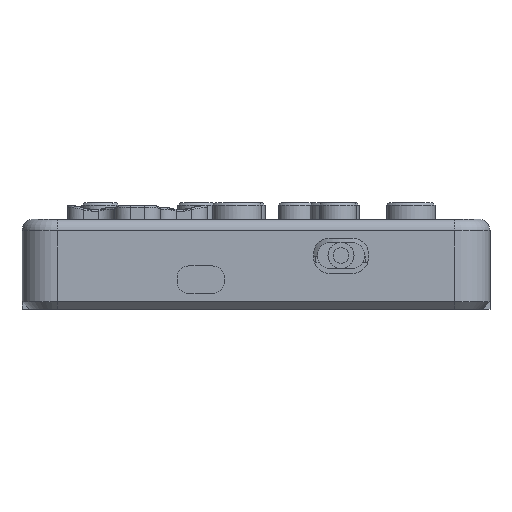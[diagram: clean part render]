
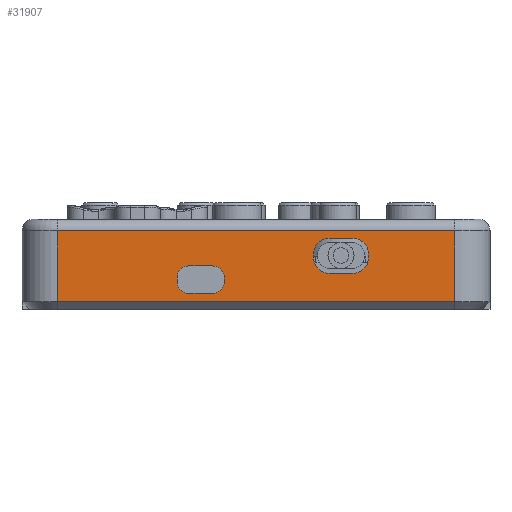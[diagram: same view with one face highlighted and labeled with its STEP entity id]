
A CAD part, front view. The second image highlights one B-rep face of the part: STEP entity #31907.
In plain terms, the highlighted planar face has unit normal (0, -1, 0).
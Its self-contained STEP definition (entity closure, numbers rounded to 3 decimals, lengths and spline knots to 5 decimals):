
#3731=LINE('',#58644,#6450);
#3732=LINE('',#58649,#6451);
#3733=LINE('',#58653,#6452);
#3734=LINE('',#58657,#6453);
#3735=LINE('',#58660,#6454);
#3736=LINE('',#58663,#6455);
#3737=LINE('',#58665,#6456);
#3738=LINE('',#58667,#6457);
#3739=LINE('',#58671,#6458);
#3740=LINE('',#58675,#6459);
#3741=LINE('',#58679,#6460);
#3742=LINE('',#58683,#6461);
#6450=VECTOR('',#43899,1.);
#6451=VECTOR('',#43902,1.);
#6452=VECTOR('',#43905,1.);
#6453=VECTOR('',#43908,1.);
#6454=VECTOR('',#43911,1.);
#6455=VECTOR('',#43912,1.);
#6456=VECTOR('',#43913,1.);
#6457=VECTOR('',#43914,1.);
#6458=VECTOR('',#43917,1.);
#6459=VECTOR('',#43920,1.);
#6460=VECTOR('',#43923,1.);
#6461=VECTOR('',#43926,1.);
#8161=PLANE('',#36919);
#15983=ORIENTED_EDGE('',*,*,#21216,.F.);
#15984=ORIENTED_EDGE('',*,*,#21217,.F.);
#15985=ORIENTED_EDGE('',*,*,#21218,.F.);
#15986=ORIENTED_EDGE('',*,*,#21219,.F.);
#15987=ORIENTED_EDGE('',*,*,#21220,.T.);
#15988=ORIENTED_EDGE('',*,*,#21221,.F.);
#15989=ORIENTED_EDGE('',*,*,#21222,.T.);
#15990=ORIENTED_EDGE('',*,*,#21223,.F.);
#15991=ORIENTED_EDGE('',*,*,#21224,.T.);
#15992=ORIENTED_EDGE('',*,*,#21225,.T.);
#15993=ORIENTED_EDGE('',*,*,#21226,.F.);
#15994=ORIENTED_EDGE('',*,*,#21227,.T.);
#15995=ORIENTED_EDGE('',*,*,#21228,.F.);
#15996=ORIENTED_EDGE('',*,*,#21229,.T.);
#15997=ORIENTED_EDGE('',*,*,#21230,.F.);
#15998=ORIENTED_EDGE('',*,*,#21231,.T.);
#15999=ORIENTED_EDGE('',*,*,#21232,.F.);
#16000=ORIENTED_EDGE('',*,*,#21233,.F.);
#16001=ORIENTED_EDGE('',*,*,#21234,.F.);
#16002=ORIENTED_EDGE('',*,*,#21235,.F.);
#21216=EDGE_CURVE('',#24481,#24482,#3731,.T.);
#21217=EDGE_CURVE('',#24483,#24481,#25768,.T.);
#21218=EDGE_CURVE('',#24484,#24483,#3732,.T.);
#21219=EDGE_CURVE('',#24485,#24484,#25769,.T.);
#21220=EDGE_CURVE('',#24485,#24486,#3733,.T.);
#21221=EDGE_CURVE('',#24487,#24486,#25770,.T.);
#21222=EDGE_CURVE('',#24487,#24488,#3734,.T.);
#21223=EDGE_CURVE('',#24482,#24488,#25771,.T.);
#21224=EDGE_CURVE('',#24489,#24490,#3735,.T.);
#21225=EDGE_CURVE('',#24490,#24491,#3736,.F.);
#21226=EDGE_CURVE('',#24492,#24491,#3737,.T.);
#21227=EDGE_CURVE('',#24492,#24489,#3738,.T.);
#21228=EDGE_CURVE('',#24493,#24494,#25772,.T.);
#21229=EDGE_CURVE('',#24493,#24495,#3739,.T.);
#21230=EDGE_CURVE('',#24496,#24495,#25773,.T.);
#21231=EDGE_CURVE('',#24496,#24497,#3740,.T.);
#21232=EDGE_CURVE('',#24498,#24497,#25774,.T.);
#21233=EDGE_CURVE('',#24499,#24498,#3741,.T.);
#21234=EDGE_CURVE('',#24500,#24499,#25775,.T.);
#21235=EDGE_CURVE('',#24494,#24500,#3742,.T.);
#24481=VERTEX_POINT('',#58645);
#24482=VERTEX_POINT('',#58646);
#24483=VERTEX_POINT('',#58648);
#24484=VERTEX_POINT('',#58650);
#24485=VERTEX_POINT('',#58652);
#24486=VERTEX_POINT('',#58654);
#24487=VERTEX_POINT('',#58656);
#24488=VERTEX_POINT('',#58658);
#24489=VERTEX_POINT('',#58661);
#24490=VERTEX_POINT('',#58662);
#24491=VERTEX_POINT('',#58664);
#24492=VERTEX_POINT('',#58666);
#24493=VERTEX_POINT('',#58669);
#24494=VERTEX_POINT('',#58670);
#24495=VERTEX_POINT('',#58672);
#24496=VERTEX_POINT('',#58674);
#24497=VERTEX_POINT('',#58676);
#24498=VERTEX_POINT('',#58678);
#24499=VERTEX_POINT('',#58680);
#24500=VERTEX_POINT('',#58682);
#25768=CIRCLE('',#36920,0.004);
#25769=CIRCLE('',#36921,0.004);
#25770=CIRCLE('',#36922,0.004);
#25771=CIRCLE('',#36923,0.004);
#25772=CIRCLE('',#36924,0.003);
#25773=CIRCLE('',#36925,0.003);
#25774=CIRCLE('',#36926,0.003);
#25775=CIRCLE('',#36927,0.003);
#27707=EDGE_LOOP('',(#15983,#15984,#15985,#15986,#15987,#15988,#15989,#15990));
#27708=EDGE_LOOP('',(#15991,#15992,#15993,#15994));
#27709=EDGE_LOOP('',(#15995,#15996,#15997,#15998,#15999,#16000,#16001,#16002));
#29787=FACE_BOUND('',#27707,.T.);
#29788=FACE_BOUND('',#27708,.T.);
#29789=FACE_BOUND('',#27709,.T.);
#31907=ADVANCED_FACE('',(#29787,#29788,#29789),#8161,.T.);
#36919=AXIS2_PLACEMENT_3D('',#58643,#43897,#43898);
#36920=AXIS2_PLACEMENT_3D('',#58647,#43900,#43901);
#36921=AXIS2_PLACEMENT_3D('',#58651,#43903,#43904);
#36922=AXIS2_PLACEMENT_3D('',#58655,#43906,#43907);
#36923=AXIS2_PLACEMENT_3D('',#58659,#43909,#43910);
#36924=AXIS2_PLACEMENT_3D('',#58668,#43915,#43916);
#36925=AXIS2_PLACEMENT_3D('',#58673,#43918,#43919);
#36926=AXIS2_PLACEMENT_3D('',#58677,#43921,#43922);
#36927=AXIS2_PLACEMENT_3D('',#58681,#43924,#43925);
#43897=DIRECTION('',(0.,-1.,0.));
#43898=DIRECTION('',(0.,0.,-1.));
#43899=DIRECTION('',(0.,0.,1.));
#43900=DIRECTION('',(0.,-1.,0.));
#43901=DIRECTION('',(1.,0.,0.));
#43902=DIRECTION('',(1.,0.,0.));
#43903=DIRECTION('',(0.,-1.,0.));
#43904=DIRECTION('',(1.,0.,0.));
#43905=DIRECTION('',(0.,0.,1.));
#43906=DIRECTION('',(0.,-1.,0.));
#43907=DIRECTION('',(1.,0.,0.));
#43908=DIRECTION('',(1.,0.,0.));
#43909=DIRECTION('',(0.,-1.,0.));
#43910=DIRECTION('',(1.,0.,0.));
#43911=DIRECTION('',(0.,0.,1.));
#43912=DIRECTION('',(1.,0.,0.));
#43913=DIRECTION('',(0.,0.,1.));
#43914=DIRECTION('',(1.,0.,0.));
#43915=DIRECTION('',(0.,-1.,0.));
#43916=DIRECTION('',(1.,0.,0.));
#43917=DIRECTION('',(0.,0.,1.));
#43918=DIRECTION('',(0.,-1.,0.));
#43919=DIRECTION('',(1.,0.,0.));
#43920=DIRECTION('',(1.,0.,0.));
#43921=DIRECTION('',(0.,-1.,0.));
#43922=DIRECTION('',(1.,0.,0.));
#43923=DIRECTION('',(0.,0.,1.));
#43924=DIRECTION('',(0.,-1.,0.));
#43925=DIRECTION('',(1.,0.,0.));
#43926=DIRECTION('',(1.,0.,0.));
#58643=CARTESIAN_POINT('',(-0.0505,-0.058,-0.018));
#58644=CARTESIAN_POINT('',(0.02863,-0.058,-0.00936));
#58645=CARTESIAN_POINT('',(0.02863,-0.058,-0.00986));
#58646=CARTESIAN_POINT('',(0.02863,-0.058,-0.00886));
#58647=CARTESIAN_POINT('',(0.02463,-0.058,-0.00986));
#58648=CARTESIAN_POINT('',(0.02463,-0.058,-0.01386));
#58649=CARTESIAN_POINT('',(0.02163,-0.058,-0.01386));
#58650=CARTESIAN_POINT('',(0.01863,-0.058,-0.01386));
#58651=CARTESIAN_POINT('',(0.01863,-0.058,-0.00986));
#58652=CARTESIAN_POINT('',(0.01463,-0.058,-0.00986));
#58653=CARTESIAN_POINT('',(0.01463,-0.058,-0.00936));
#58654=CARTESIAN_POINT('',(0.01463,-0.058,-0.00886));
#58655=CARTESIAN_POINT('',(0.01863,-0.058,-0.00886));
#58656=CARTESIAN_POINT('',(0.01863,-0.058,-0.00486));
#58657=CARTESIAN_POINT('',(0.02163,-0.058,-0.00486));
#58658=CARTESIAN_POINT('',(0.02463,-0.058,-0.00486));
#58659=CARTESIAN_POINT('',(0.02463,-0.058,-0.00886));
#58660=CARTESIAN_POINT('',(0.0505,-0.058,-0.018));
#58661=CARTESIAN_POINT('',(0.0505,-0.058,-0.021));
#58662=CARTESIAN_POINT('',(0.0505,-0.058,-0.003));
#58663=CARTESIAN_POINT('',(-0.0505,-0.058,-0.003));
#58664=CARTESIAN_POINT('',(-0.0505,-0.058,-0.003));
#58665=CARTESIAN_POINT('',(-0.0505,-0.058,-0.018));
#58666=CARTESIAN_POINT('',(-0.0505,-0.058,-0.021));
#58667=CARTESIAN_POINT('',(-0.0505,-0.058,-0.021));
#58668=CARTESIAN_POINT('',(-0.01707,-0.058,-0.01593));
#58669=CARTESIAN_POINT('',(-0.02007,-0.058,-0.01593));
#58670=CARTESIAN_POINT('',(-0.01707,-0.058,-0.01893));
#58671=CARTESIAN_POINT('',(-0.02007,-0.058,-0.01543));
#58672=CARTESIAN_POINT('',(-0.02007,-0.058,-0.01493));
#58673=CARTESIAN_POINT('',(-0.01707,-0.058,-0.01493));
#58674=CARTESIAN_POINT('',(-0.01707,-0.058,-0.01193));
#58675=CARTESIAN_POINT('',(-0.01407,-0.058,-0.01193));
#58676=CARTESIAN_POINT('',(-0.01107,-0.058,-0.01193));
#58677=CARTESIAN_POINT('',(-0.01107,-0.058,-0.01493));
#58678=CARTESIAN_POINT('',(-0.00807,-0.058,-0.01493));
#58679=CARTESIAN_POINT('',(-0.00807,-0.058,-0.01543));
#58680=CARTESIAN_POINT('',(-0.00807,-0.058,-0.01593));
#58681=CARTESIAN_POINT('',(-0.01107,-0.058,-0.01593));
#58682=CARTESIAN_POINT('',(-0.01107,-0.058,-0.01893));
#58683=CARTESIAN_POINT('',(-0.01407,-0.058,-0.01893));
